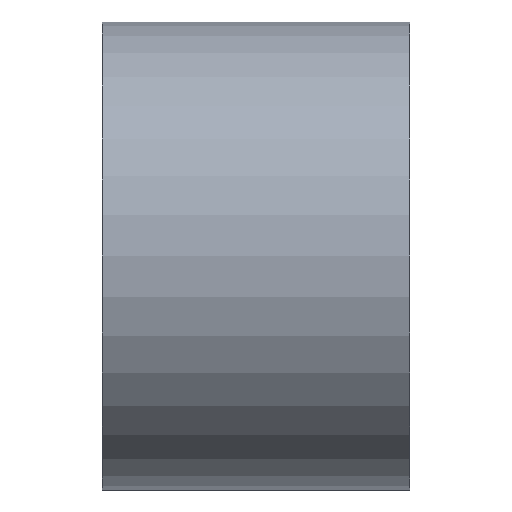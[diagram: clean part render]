
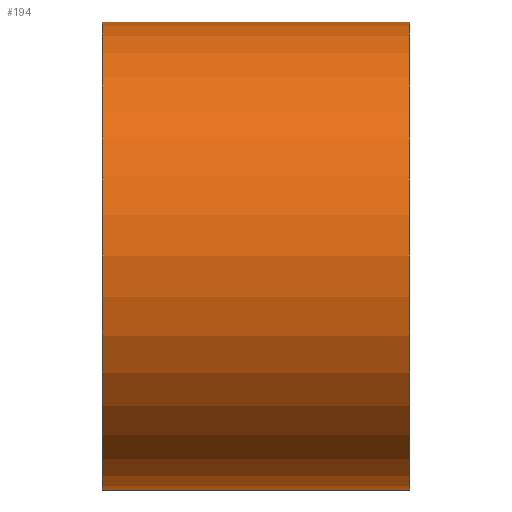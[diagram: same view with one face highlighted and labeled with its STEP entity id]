
A CAD part, left-side view. The second image highlights one B-rep face of the part: STEP entity #194.
In plain terms, the highlighted cylindrical face has radius 171.45 mm (diameter 342.9 mm), a partial arc.
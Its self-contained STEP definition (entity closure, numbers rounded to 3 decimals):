
#2 = EDGE_CURVE ( 'NONE', #104, #93, #174, .T. ) ;
#9 = DIRECTION ( 'NONE',  ( 0., 0., 1. ) ) ;
#15 = VECTOR ( 'NONE', #122, 1000. ) ;
#23 = ORIENTED_EDGE ( 'NONE', *, *, #172, .T. ) ;
#25 = CIRCLE ( 'NONE', #71, 171.45 ) ;
#29 = VERTEX_POINT ( 'NONE', #157 ) ;
#32 = ORIENTED_EDGE ( 'NONE', *, *, #2, .F. ) ;
#52 = EDGE_LOOP ( 'NONE', ( #32, #213, #170, #23 ) ) ;
#57 = CIRCLE ( 'NONE', #228, 171.45 ) ;
#58 = DIRECTION ( 'NONE',  ( 0., -1., 0. ) ) ;
#60 = CARTESIAN_POINT ( 'NONE',  ( 0., 150., 171.45 ) ) ;
#68 = VECTOR ( 'NONE', #58, 1000. ) ;
#69 = CARTESIAN_POINT ( 'NONE',  ( 0., 150., 0. ) ) ;
#70 = CARTESIAN_POINT ( 'NONE',  ( 0., 150., -171.45 ) ) ;
#71 = AXIS2_PLACEMENT_3D ( 'NONE', #124, #128, #9 ) ;
#93 = VERTEX_POINT ( 'NONE', #116 ) ;
#95 = AXIS2_PLACEMENT_3D ( 'NONE', #69, #241, #150 ) ;
#101 = EDGE_CURVE ( 'NONE', #191, #29, #102, .T. ) ;
#102 = LINE ( 'NONE', #160, #68 ) ;
#104 = VERTEX_POINT ( 'NONE', #60 ) ;
#107 = CARTESIAN_POINT ( 'NONE',  ( 0., 150., 0. ) ) ;
#116 = CARTESIAN_POINT ( 'NONE',  ( 0., -75., 171.45 ) ) ;
#122 = DIRECTION ( 'NONE',  ( 0., -1., 0. ) ) ;
#124 = CARTESIAN_POINT ( 'NONE',  ( 0., -75., 0. ) ) ;
#128 = DIRECTION ( 'NONE',  ( 0., 1., 0. ) ) ;
#129 = DIRECTION ( 'NONE',  ( 0., 1., 0. ) ) ;
#143 = CARTESIAN_POINT ( 'NONE',  ( 0., 150., 171.45 ) ) ;
#147 = FACE_OUTER_BOUND ( 'NONE', #52, .T. ) ;
#149 = CYLINDRICAL_SURFACE ( 'NONE', #95, 171.45 ) ;
#150 = DIRECTION ( 'NONE',  ( 0., 0., -1. ) ) ;
#157 = CARTESIAN_POINT ( 'NONE',  ( 0., -75., -171.45 ) ) ;
#160 = CARTESIAN_POINT ( 'NONE',  ( 0., 150., -171.45 ) ) ;
#165 = DIRECTION ( 'NONE',  ( 0., 0., 1. ) ) ;
#170 = ORIENTED_EDGE ( 'NONE', *, *, #101, .T. ) ;
#172 = EDGE_CURVE ( 'NONE', #29, #93, #25, .T. ) ;
#174 = LINE ( 'NONE', #143, #15 ) ;
#191 = VERTEX_POINT ( 'NONE', #70 ) ;
#194 = ADVANCED_FACE ( 'NONE', ( #147 ), #149, .T. ) ;
#213 = ORIENTED_EDGE ( 'NONE', *, *, #214, .F. ) ;
#214 = EDGE_CURVE ( 'NONE', #191, #104, #57, .T. ) ;
#228 = AXIS2_PLACEMENT_3D ( 'NONE', #107, #129, #165 ) ;
#241 = DIRECTION ( 'NONE',  ( 0., -1., 0. ) ) ;
